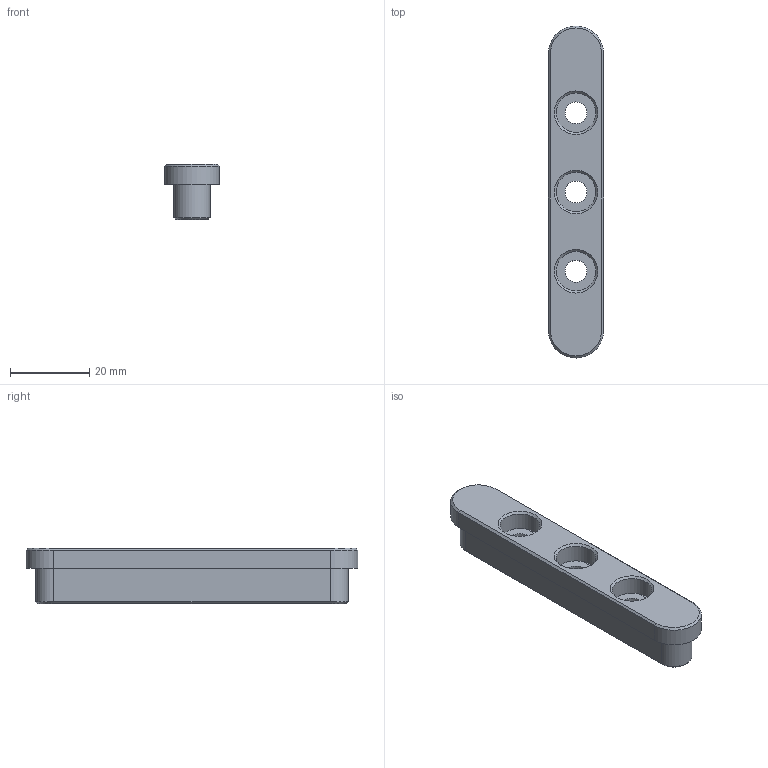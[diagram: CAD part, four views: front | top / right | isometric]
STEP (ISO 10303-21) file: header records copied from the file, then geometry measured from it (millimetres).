
FILE_DESCRIPTION(/* description */ (''),/* implementation_level */ '2;1');
FILE_NAME(/* name */ 'SMW Hold Down.step',/* time_stamp */ '2026-01-17T13:33:21-08:00',/* author */ (''),/* organization */ (''),/* preprocessor_version */ 'ST-DEVELOPER v20.1',/* originating_system */ 'Autodesk Translation Framework v14.21.0.0',/* authorisation */ '');
FILE_SCHEMA (('AUTOMOTIVE_DESIGN { 1 0 10303 214 3 1 1 }'));
Length unit declared in the file: millimetre
Products named in the file (1): SMW Hold Down
Bounding box: 13.93 x 83.78 x 13.97 mm (x, y, z)
Volume: 10066.1 mm3; surface area: 5329.5 mm2
Topology: 1 solids, 1 shells, 34 faces, 73 edges, 45 vertices
Faces by surface type: plane 14, cone 10, cylinder 10
Full cylindrical faces by diameter (mm): 5.512 x3, 10.008 x3
Entity records: 967 total; most frequent: DIRECTION 176, CARTESIAN_POINT 153, ORIENTED_EDGE 146, EDGE_CURVE 73, AXIS2_PLACEMENT_3D 68, VERTEX_POINT 45, EDGE_LOOP 44, LINE 40
